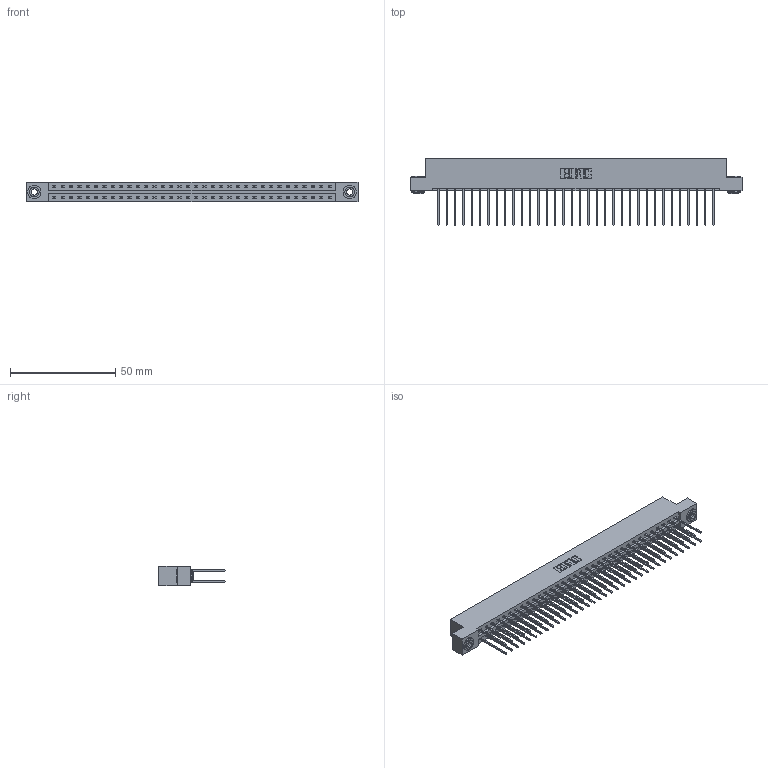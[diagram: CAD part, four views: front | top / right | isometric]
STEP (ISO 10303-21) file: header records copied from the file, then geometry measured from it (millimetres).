
FILE_DESCRIPTION (( 'STEP AP203' ), '1' );
FILE_NAME ('337-068-542-203.STEP', '2019-10-10T00:21:05', ( '' ), ( '' ), 'SwSTEP 2.0', 'SolidWorks 2016', '' );
FILE_SCHEMA (( 'CONFIG_CONTROL_DESIGN' ));
Length unit declared in the file: inch
Products named in the file (4): 345-292-001_345-293-142; 337 Part_Flush Mounting Lugs - 0.156 Dia-TH; 337-068-542-203; 345-250-002_345-250-002-102
Assembly tree (71 placements, depth 2):
  337-068-542-203
    337 Part_Flush Mounting Lugs - 0.156 Dia-TH
    345-292-001_345-293-142  x68
    345-250-002_345-250-002-102  x2
Bounding box: 157.73 x 31.63 x 9.4 mm (x, y, z)
Volume: 16853.2 mm3; surface area: 20779.5 mm2
Topology: 71 solids, 71 shells, 3824 faces, 11335 edges, 7462 vertices
Faces by surface type: plane 2664, cylinder 1152, cone 8
Entity records: 28064 total; most frequent: CARTESIAN_POINT 4709, ORIENTED_EDGE 4638, DIRECTION 4053, EDGE_CURVE 2319, LINE 2167, VECTOR 2167, VERTEX_POINT 1542, AXIS2_PLACEMENT_3D 943
